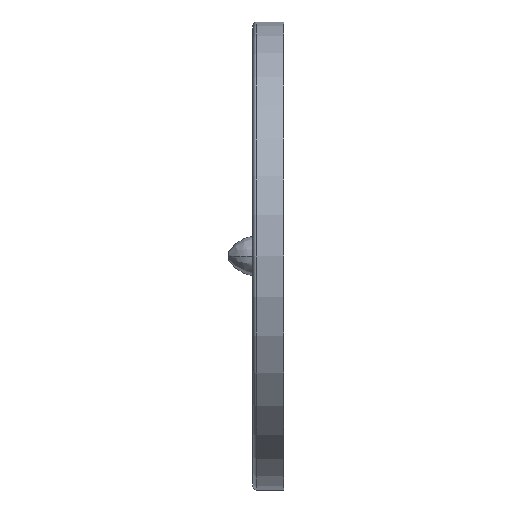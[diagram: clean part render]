
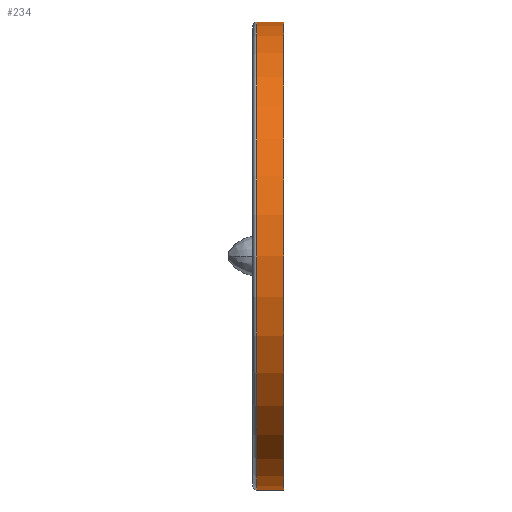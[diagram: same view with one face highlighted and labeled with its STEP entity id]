
A CAD part, left-side view. The second image highlights one B-rep face of the part: STEP entity #234.
In plain terms, the highlighted cylindrical face has radius 61.6 mm (diameter 123.2 mm), a partial arc.
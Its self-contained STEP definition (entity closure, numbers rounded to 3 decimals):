
#47 = CYLINDRICAL_SURFACE ( 'NONE', #2319, 61.6 ) ;
#68 = VECTOR ( 'NONE', #3241, 1000. ) ;
#83 = ORIENTED_EDGE ( 'NONE', *, *, #5509, .T. ) ;
#234 = ADVANCED_FACE ( 'NONE', ( #6422 ), #47, .T. ) ;
#292 = DIRECTION ( 'NONE',  ( 0., -1., 0. ) ) ;
#351 = EDGE_CURVE ( 'NONE', #3446, #5898, #6735, .T. ) ;
#552 = VERTEX_POINT ( 'NONE', #1371 ) ;
#768 = DIRECTION ( 'NONE',  ( 0., 1., 0. ) ) ;
#894 = CARTESIAN_POINT ( 'NONE',  ( 0., 8.2, -61.6 ) ) ;
#989 = CARTESIAN_POINT ( 'NONE',  ( 0., 7.2, -61.6 ) ) ;
#1047 = DIRECTION ( 'NONE',  ( 0., -1., 0. ) ) ;
#1227 = LINE ( 'NONE', #5966, #68 ) ;
#1371 = CARTESIAN_POINT ( 'NONE',  ( 0., 7.2, 61.6 ) ) ;
#2169 = DIRECTION ( 'NONE',  ( 0., 0., 1. ) ) ;
#2312 = ORIENTED_EDGE ( 'NONE', *, *, #3476, .T. ) ;
#2319 = AXIS2_PLACEMENT_3D ( 'NONE', #4811, #4289, #5397 ) ;
#2446 = CIRCLE ( 'NONE', #3917, 61.6 ) ;
#2918 = VERTEX_POINT ( 'NONE', #989 ) ;
#3105 = VECTOR ( 'NONE', #292, 1000. ) ;
#3241 = DIRECTION ( 'NONE',  ( 0., -1., 0. ) ) ;
#3446 = VERTEX_POINT ( 'NONE', #6736 ) ;
#3476 = EDGE_CURVE ( 'NONE', #2918, #3446, #3537, .T. ) ;
#3537 = LINE ( 'NONE', #894, #3105 ) ;
#3917 = AXIS2_PLACEMENT_3D ( 'NONE', #6534, #1047, #2169 ) ;
#4289 = DIRECTION ( 'NONE',  ( 0., -1., 0. ) ) ;
#4528 = DIRECTION ( 'NONE',  ( 0., 0., 1. ) ) ;
#4745 = CARTESIAN_POINT ( 'NONE',  ( 0., 0., 61.6 ) ) ;
#4811 = CARTESIAN_POINT ( 'NONE',  ( 0., 8.2, 0. ) ) ;
#5397 = DIRECTION ( 'NONE',  ( 0., 0., -1. ) ) ;
#5485 = AXIS2_PLACEMENT_3D ( 'NONE', #5578, #768, #4528 ) ;
#5509 = EDGE_CURVE ( 'NONE', #552, #2918, #2446, .T. ) ;
#5578 = CARTESIAN_POINT ( 'NONE',  ( 0., 0., 0. ) ) ;
#5806 = EDGE_LOOP ( 'NONE', ( #5849, #83, #2312, #6597 ) ) ;
#5849 = ORIENTED_EDGE ( 'NONE', *, *, #6186, .F. ) ;
#5898 = VERTEX_POINT ( 'NONE', #4745 ) ;
#5966 = CARTESIAN_POINT ( 'NONE',  ( 0., 8.2, 61.6 ) ) ;
#6186 = EDGE_CURVE ( 'NONE', #552, #5898, #1227, .T. ) ;
#6422 = FACE_OUTER_BOUND ( 'NONE', #5806, .T. ) ;
#6534 = CARTESIAN_POINT ( 'NONE',  ( 0., 7.2, 0. ) ) ;
#6597 = ORIENTED_EDGE ( 'NONE', *, *, #351, .T. ) ;
#6735 = CIRCLE ( 'NONE', #5485, 61.6 ) ;
#6736 = CARTESIAN_POINT ( 'NONE',  ( 0., 0., -61.6 ) ) ;
